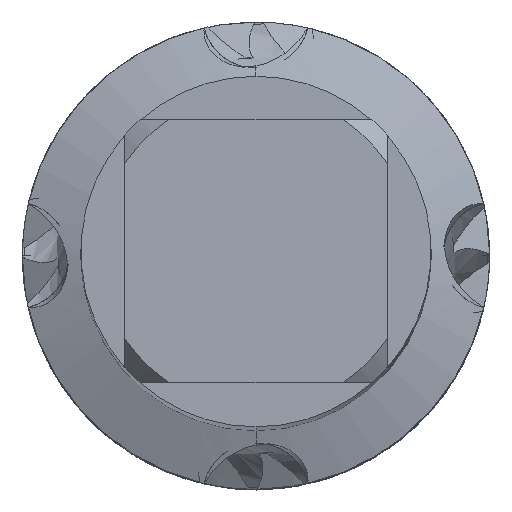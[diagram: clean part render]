
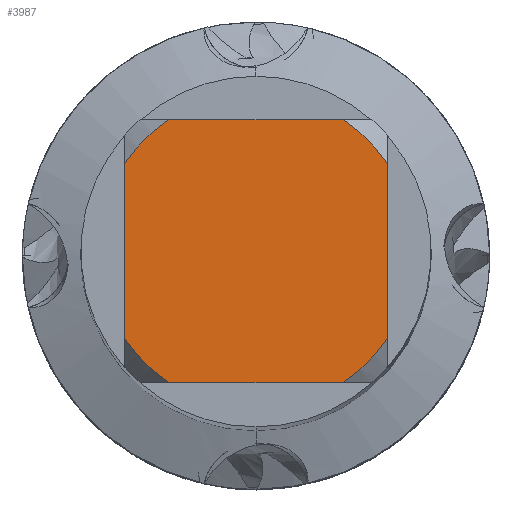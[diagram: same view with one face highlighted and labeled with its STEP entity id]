
A CAD part, top view. The second image highlights one B-rep face of the part: STEP entity #3987.
In plain terms, the highlighted planar face has unit normal (0, 0, 1).
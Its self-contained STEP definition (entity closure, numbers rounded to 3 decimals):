
#1833=VERTEX_POINT('',#5445);
#1943=VERTEX_POINT('',#5565);
#2073=EDGE_CURVE('',#4207,#2363,#5702,.T.);
#2159=EDGE_CURVE('',#3593,#1943,#5791,.T.);
#2177=EDGE_CURVE('',#4143,#1833,#5810,.T.);
#2271=EDGE_CURVE('',#3593,#2363,#5915,.T.);
#2363=VERTEX_POINT('',#6019);
#3285=EDGE_CURVE('',#4821,#1833,#7030,.T.);
#3381=EDGE_CURVE('',#4143,#1943,#7133,.T.);
#3471=EDGE_CURVE('',#4207,#3579,#7227,.T.);
#3579=VERTEX_POINT('',#7340);
#3593=VERTEX_POINT('',#7355);
#3855=EDGE_CURVE('',#4821,#3579,#7635,.T.);
#3987=ADVANCED_FACE('',(#7780),#7781,.T.);
#4143=VERTEX_POINT('',#7946);
#4207=VERTEX_POINT('',#8015);
#4821=VERTEX_POINT('',#8692);
#5445=CARTESIAN_POINT('',(-2.985,4.5,0.0));
#5565=CARTESIAN_POINT('',(4.5,2.985,0.0));
#5702=LINE('',#10277,#10278);
#5791=LINE('',#10756,#10757);
#5810=LINE('',#10828,#10829);
#5915=CIRCLE('',#11490,5.4);
#6019=CARTESIAN_POINT('',(2.985,-4.5,0.0));
#7030=CIRCLE('',#15813,5.4);
#7133=CIRCLE('',#16046,5.4);
#7227=CIRCLE('',#16278,5.4);
#7340=CARTESIAN_POINT('',(-4.5,-2.985,0.0));
#7355=CARTESIAN_POINT('',(4.5,-2.985,0.0));
#7635=LINE('',#18065,#18066);
#7780=FACE_OUTER_BOUND('',#18460,.T.);
#7781=PLANE('',#18461);
#7946=CARTESIAN_POINT('',(2.985,4.5,0.0));
#8015=CARTESIAN_POINT('',(-2.985,-4.5,0.0));
#8692=CARTESIAN_POINT('',(-4.5,2.985,0.0));
#10277=CARTESIAN_POINT('',(0.0,-4.5,0.0));
#10278=VECTOR('',#25793,1.0);
#10756=CARTESIAN_POINT('',(4.5,1.35,0.0));
#10757=VECTOR('',#25852,1.0);
#10828=CARTESIAN_POINT('',(0.0,4.5,0.0));
#10829=VECTOR('',#25864,1.0);
#11490=AXIS2_PLACEMENT_3D('',#26067,#26068,#26069);
#15813=AXIS2_PLACEMENT_3D('',#27215,#27216,#27217);
#16046=AXIS2_PLACEMENT_3D('',#27307,#27308,#27309);
#16278=AXIS2_PLACEMENT_3D('',#27361,#27362,#27363);
#18065=CARTESIAN_POINT('',(-4.5,1.35,0.0));
#18066=VECTOR('',#27663,1.0);
#18460=EDGE_LOOP('',(#27818,#27819,#27820,#27821,#27822,#27823,#27824,#27825));
#18461=AXIS2_PLACEMENT_3D('',#27826,#27827,#27828);
#25793=DIRECTION('',(1.0,0.0,0.0));
#25852=DIRECTION('',(-0.0,1.0,0.0));
#25864=DIRECTION('',(-1.0,0.0,0.0));
#26067=CARTESIAN_POINT('',(0.0,0.0,0.0));
#26068=DIRECTION('',(0.0,0.0,-1.0));
#26069=DIRECTION('',(0.0,1.0,0.0));
#27215=CARTESIAN_POINT('',(0.0,0.0,0.0));
#27216=DIRECTION('',(0.0,0.0,-1.0));
#27217=DIRECTION('',(0.0,1.0,0.0));
#27307=CARTESIAN_POINT('',(0.0,0.0,0.0));
#27308=DIRECTION('',(0.0,0.0,-1.0));
#27309=DIRECTION('',(0.0,1.0,0.0));
#27361=CARTESIAN_POINT('',(0.0,0.0,0.0));
#27362=DIRECTION('',(0.0,0.0,-1.0));
#27363=DIRECTION('',(0.0,1.0,0.0));
#27663=DIRECTION('',(-0.0,-1.0,0.0));
#27818=ORIENTED_EDGE('',*,*,#3855,.T.);
#27819=ORIENTED_EDGE('',*,*,#3471,.F.);
#27820=ORIENTED_EDGE('',*,*,#2073,.T.);
#27821=ORIENTED_EDGE('',*,*,#2271,.F.);
#27822=ORIENTED_EDGE('',*,*,#2159,.T.);
#27823=ORIENTED_EDGE('',*,*,#3381,.F.);
#27824=ORIENTED_EDGE('',*,*,#2177,.T.);
#27825=ORIENTED_EDGE('',*,*,#3285,.F.);
#27826=CARTESIAN_POINT('',(0.0,2.7,0.0));
#27827=DIRECTION('',(-0.0,0.0,1.0));
#27828=DIRECTION('',(0.0,-1.0,0.0));
